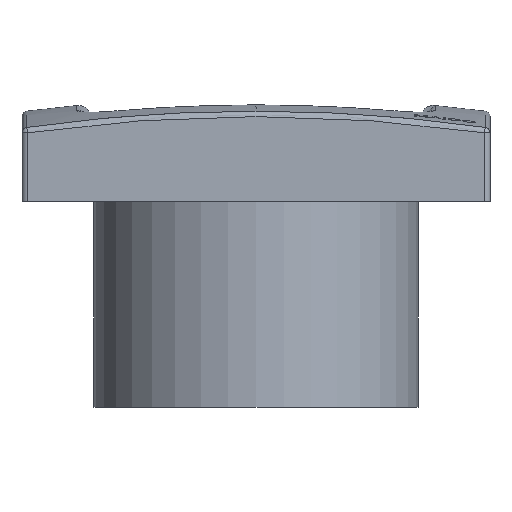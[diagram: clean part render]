
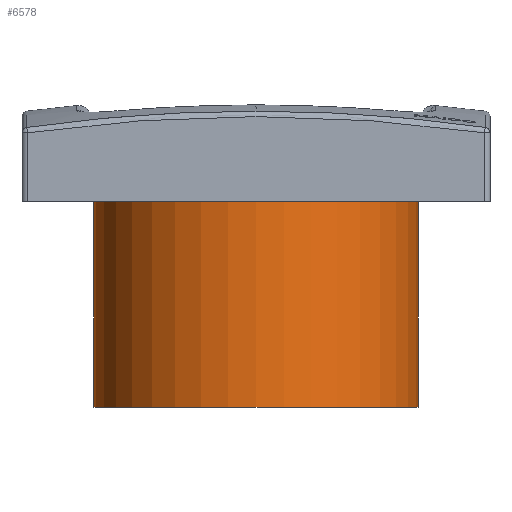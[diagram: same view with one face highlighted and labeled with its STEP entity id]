
A CAD part, front view. The second image highlights one B-rep face of the part: STEP entity #6578.
In plain terms, the highlighted cylindrical face has radius 59.25 mm (diameter 118.5 mm), a partial arc.
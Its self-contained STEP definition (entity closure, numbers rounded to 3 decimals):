
#262 = DIRECTION ( 'NONE',  ( 0., 0., 1. ) ) ;
#263 = DIRECTION ( 'NONE',  ( 1., 0., 0. ) ) ;
#266 = CARTESIAN_POINT ( 'NONE',  ( 0., 0., 0. ) ) ;
#741 = AXIS2_PLACEMENT_3D ( 'NONE', #266, #262, #263 ) ;
#1561 = FACE_OUTER_BOUND ( 'NONE', #6858, .T. ) ;
#1564 = CYLINDRICAL_SURFACE ( 'NONE', #741, 59.25 ) ;
#2385 = CARTESIAN_POINT ( 'NONE',  ( -59.25, 0., 0. ) ) ;
#2387 = CARTESIAN_POINT ( 'NONE',  ( 59.25, 0., -75. ) ) ;
#2398 = CARTESIAN_POINT ( 'NONE',  ( 59.25, 0., 0. ) ) ;
#2758 = VERTEX_POINT ( 'NONE', #2398 ) ;
#2788 = VERTEX_POINT ( 'NONE', #2387 ) ;
#2791 = VERTEX_POINT ( 'NONE', #2385 ) ;
#3042 = VERTEX_POINT ( 'NONE', #4545 ) ;
#3876 = EDGE_CURVE ( 'NONE', #2758, #2791, #8600, .T. ) ;
#4344 = CARTESIAN_POINT ( 'NONE',  ( -59.25, 0., 0. ) ) ;
#4345 = DIRECTION ( 'NONE',  ( 0., 0., 1. ) ) ;
#4349 = CARTESIAN_POINT ( 'NONE',  ( 59.25, 0., 0. ) ) ;
#4350 = DIRECTION ( 'NONE',  ( 0., 0., 1. ) ) ;
#4545 = CARTESIAN_POINT ( 'NONE',  ( -59.25, 0., -75. ) ) ;
#4848 = VECTOR ( 'NONE', #4345, 1000. ) ;
#4884 = LINE ( 'NONE', #4349, #4966 ) ;
#4935 = LINE ( 'NONE', #4344, #4848 ) ;
#4947 = CIRCLE ( 'NONE', #7874, 59.25 ) ;
#4966 = VECTOR ( 'NONE', #4350, 1000. ) ;
#5244 = EDGE_CURVE ( 'NONE', #2788, #2758, #4884, .T. ) ;
#5247 = EDGE_CURVE ( 'NONE', #3042, #2791, #4935, .T. ) ;
#5715 = EDGE_CURVE ( 'NONE', #3042, #2788, #4947, .T. ) ;
#6578 = ADVANCED_FACE ( 'NONE', ( #1561 ), #1564, .T. ) ;
#6858 = EDGE_LOOP ( 'NONE', ( #7640, #7662, #7638, #7569 ) ) ;
#7122 = DIRECTION ( 'NONE',  ( 1., 0., 0. ) ) ;
#7124 = DIRECTION ( 'NONE',  ( 0., 0., -1. ) ) ;
#7127 = CARTESIAN_POINT ( 'NONE',  ( 0., 0., 0. ) ) ;
#7569 = ORIENTED_EDGE ( 'NONE', *, *, #3876, .T. ) ;
#7638 = ORIENTED_EDGE ( 'NONE', *, *, #5244, .T. ) ;
#7640 = ORIENTED_EDGE ( 'NONE', *, *, #5247, .F. ) ;
#7662 = ORIENTED_EDGE ( 'NONE', *, *, #5715, .T. ) ;
#7795 = AXIS2_PLACEMENT_3D ( 'NONE', #7127, #7124, #7122 ) ;
#7874 = AXIS2_PLACEMENT_3D ( 'NONE', #8184, #8185, #8186 ) ;
#8184 = CARTESIAN_POINT ( 'NONE',  ( 0., 0., -75. ) ) ;
#8185 = DIRECTION ( 'NONE',  ( 0., 0., 1. ) ) ;
#8186 = DIRECTION ( 'NONE',  ( 1., 0., 0. ) ) ;
#8600 = CIRCLE ( 'NONE', #7795, 59.25 ) ;
